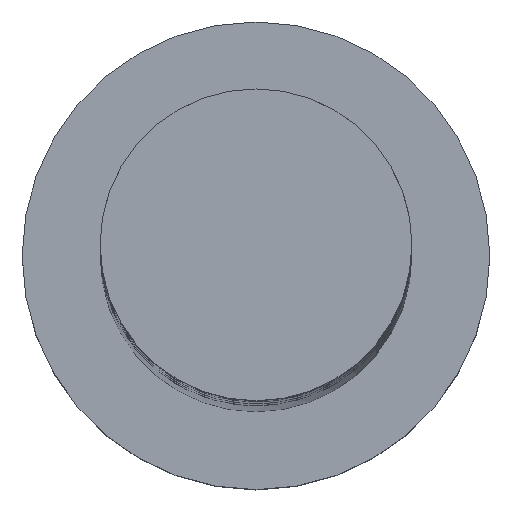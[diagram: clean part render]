
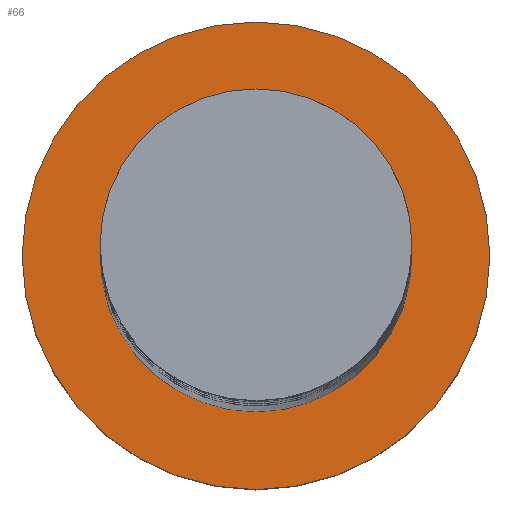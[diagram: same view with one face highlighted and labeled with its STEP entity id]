
A CAD part, top view. The second image highlights one B-rep face of the part: STEP entity #66.
In plain terms, the highlighted planar face has unit normal (0, 0, 1).
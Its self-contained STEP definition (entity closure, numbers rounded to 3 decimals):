
#46 = CARTESIAN_POINT ( 'NONE',  ( 9., 0., 7. ) ) ;
#66 = ADVANCED_FACE ( 'NONE', ( #145, #1290 ), #554, .T. ) ;
#145 = FACE_BOUND ( 'NONE', #846, .T. ) ;
#203 = AXIS2_PLACEMENT_3D ( 'NONE', #1736, #638, #646 ) ;
#234 = VERTEX_POINT ( 'NONE', #46 ) ;
#259 = DIRECTION ( 'NONE',  ( 0., 0., 1. ) ) ;
#370 = ORIENTED_EDGE ( 'NONE', *, *, #681, .T. ) ;
#430 = CARTESIAN_POINT ( 'NONE',  ( 0., 0., 7. ) ) ;
#554 = PLANE ( 'NONE',  #1633 ) ;
#581 = DIRECTION ( 'NONE',  ( 1., 0., 0. ) ) ;
#638 = DIRECTION ( 'NONE',  ( 0., 0., 1. ) ) ;
#646 = DIRECTION ( 'NONE',  ( 1., 0., 0. ) ) ;
#672 = CARTESIAN_POINT ( 'NONE',  ( -6., 0., 7. ) ) ;
#681 = EDGE_CURVE ( 'NONE', #234, #1138, #903, .T. ) ;
#690 = CIRCLE ( 'NONE', #1337, 9. ) ;
#734 = EDGE_LOOP ( 'NONE', ( #1163, #370 ) ) ;
#737 = DIRECTION ( 'NONE',  ( 0., 0., 1. ) ) ;
#846 = EDGE_LOOP ( 'NONE', ( #1220, #1543 ) ) ;
#864 = CARTESIAN_POINT ( 'NONE',  ( 0., 0., 7. ) ) ;
#903 = CIRCLE ( 'NONE', #1426, 9. ) ;
#971 = VERTEX_POINT ( 'NONE', #1298 ) ;
#1000 = DIRECTION ( 'NONE',  ( 1., 0., 0. ) ) ;
#1016 = CARTESIAN_POINT ( 'NONE',  ( 0., 0., 7. ) ) ;
#1017 = CIRCLE ( 'NONE', #203, 6. ) ;
#1071 = DIRECTION ( 'NONE',  ( 0., 0., 1. ) ) ;
#1091 = CARTESIAN_POINT ( 'NONE',  ( 0., 0., 7. ) ) ;
#1138 = VERTEX_POINT ( 'NONE', #1540 ) ;
#1163 = ORIENTED_EDGE ( 'NONE', *, *, #1496, .T. ) ;
#1167 = DIRECTION ( 'NONE',  ( 1., 0., 0. ) ) ;
#1220 = ORIENTED_EDGE ( 'NONE', *, *, #1710, .F. ) ;
#1239 = VERTEX_POINT ( 'NONE', #672 ) ;
#1290 = FACE_OUTER_BOUND ( 'NONE', #734, .T. ) ;
#1298 = CARTESIAN_POINT ( 'NONE',  ( 6., 0., 7. ) ) ;
#1310 = DIRECTION ( 'NONE',  ( 0., 0., 1. ) ) ;
#1311 = CIRCLE ( 'NONE', #1427, 6. ) ;
#1337 = AXIS2_PLACEMENT_3D ( 'NONE', #1016, #1071, #1167 ) ;
#1426 = AXIS2_PLACEMENT_3D ( 'NONE', #430, #1310, #1000 ) ;
#1427 = AXIS2_PLACEMENT_3D ( 'NONE', #1091, #259, #1542 ) ;
#1496 = EDGE_CURVE ( 'NONE', #1138, #234, #690, .T. ) ;
#1540 = CARTESIAN_POINT ( 'NONE',  ( -9., 0., 7. ) ) ;
#1542 = DIRECTION ( 'NONE',  ( 1., 0., 0. ) ) ;
#1543 = ORIENTED_EDGE ( 'NONE', *, *, #1546, .F. ) ;
#1546 = EDGE_CURVE ( 'NONE', #971, #1239, #1017, .T. ) ;
#1633 = AXIS2_PLACEMENT_3D ( 'NONE', #864, #737, #581 ) ;
#1710 = EDGE_CURVE ( 'NONE', #1239, #971, #1311, .T. ) ;
#1736 = CARTESIAN_POINT ( 'NONE',  ( 0., 0., 7. ) ) ;
